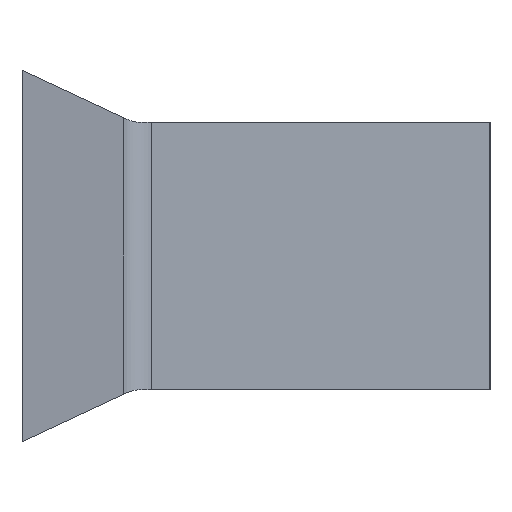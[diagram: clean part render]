
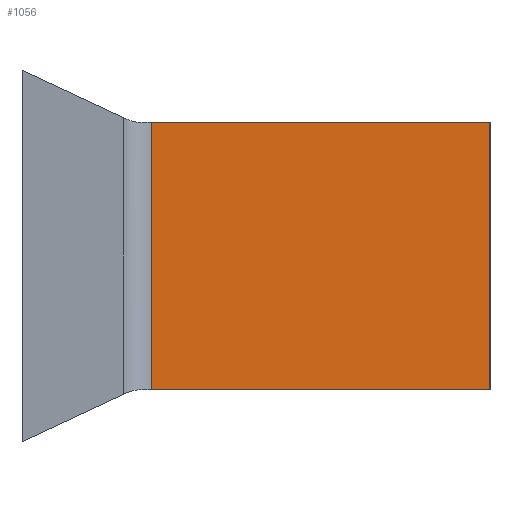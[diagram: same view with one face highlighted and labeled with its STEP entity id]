
A CAD part, left-side view. The second image highlights one B-rep face of the part: STEP entity #1056.
In plain terms, the highlighted planar face has unit normal (-1, 0, 0).
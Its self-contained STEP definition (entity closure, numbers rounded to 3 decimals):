
#14 = EDGE_LOOP ( 'NONE', ( #1270, #1236, #934, #1033 ) ) ;
#38 = VERTEX_POINT ( 'NONE', #415 ) ;
#63 = CARTESIAN_POINT ( 'NONE',  ( -16., 15.169, -6. ) ) ;
#73 = DIRECTION ( 'NONE',  ( 0., -1., 0. ) ) ;
#107 = EDGE_CURVE ( 'NONE', #626, #38, #563, .T. ) ;
#166 = EDGE_CURVE ( 'NONE', #1001, #626, #866, .T. ) ;
#173 = VECTOR ( 'NONE', #73, 1000. ) ;
#246 = EDGE_CURVE ( 'NONE', #38, #943, #777, .T. ) ;
#327 = CARTESIAN_POINT ( 'NONE',  ( -16., 0., 6. ) ) ;
#398 = VECTOR ( 'NONE', #1159, 1000. ) ;
#405 = DIRECTION ( 'NONE',  ( 0., 0., 1. ) ) ;
#415 = CARTESIAN_POINT ( 'NONE',  ( -16., 0., -6. ) ) ;
#422 = CARTESIAN_POINT ( 'NONE',  ( -16., 15.169, 6. ) ) ;
#542 = CARTESIAN_POINT ( 'NONE',  ( -16., 16., -6. ) ) ;
#555 = PLANE ( 'NONE',  #1183 ) ;
#563 = LINE ( 'NONE', #1241, #398 ) ;
#626 = VERTEX_POINT ( 'NONE', #1162 ) ;
#674 = LINE ( 'NONE', #1072, #173 ) ;
#732 = EDGE_CURVE ( 'NONE', #1001, #943, #674, .T. ) ;
#771 = CARTESIAN_POINT ( 'NONE',  ( -16., 0., -6. ) ) ;
#777 = LINE ( 'NONE', #771, #1286 ) ;
#842 = VECTOR ( 'NONE', #951, 1000. ) ;
#850 = FACE_OUTER_BOUND ( 'NONE', #14, .T. ) ;
#866 = LINE ( 'NONE', #63, #842 ) ;
#929 = DIRECTION ( 'NONE',  ( 1., 0., 0. ) ) ;
#934 = ORIENTED_EDGE ( 'NONE', *, *, #107, .T. ) ;
#943 = VERTEX_POINT ( 'NONE', #327 ) ;
#951 = DIRECTION ( 'NONE',  ( 0., 0., -1. ) ) ;
#1001 = VERTEX_POINT ( 'NONE', #422 ) ;
#1033 = ORIENTED_EDGE ( 'NONE', *, *, #246, .T. ) ;
#1056 = ADVANCED_FACE ( 'NONE', ( #850 ), #555, .F. ) ;
#1072 = CARTESIAN_POINT ( 'NONE',  ( -16., 16., 6. ) ) ;
#1137 = DIRECTION ( 'NONE',  ( 0., 0., -1. ) ) ;
#1159 = DIRECTION ( 'NONE',  ( 0., -1., 0. ) ) ;
#1162 = CARTESIAN_POINT ( 'NONE',  ( -16., 15.169, -6. ) ) ;
#1183 = AXIS2_PLACEMENT_3D ( 'NONE', #542, #929, #1137 ) ;
#1236 = ORIENTED_EDGE ( 'NONE', *, *, #166, .T. ) ;
#1241 = CARTESIAN_POINT ( 'NONE',  ( -16., 16., -6. ) ) ;
#1270 = ORIENTED_EDGE ( 'NONE', *, *, #732, .F. ) ;
#1286 = VECTOR ( 'NONE', #405, 1000. ) ;
